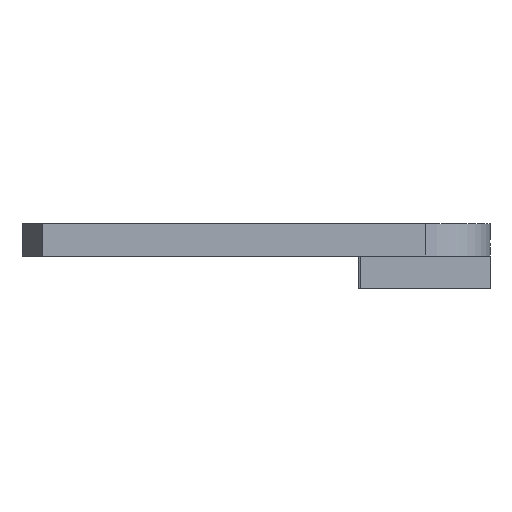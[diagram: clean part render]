
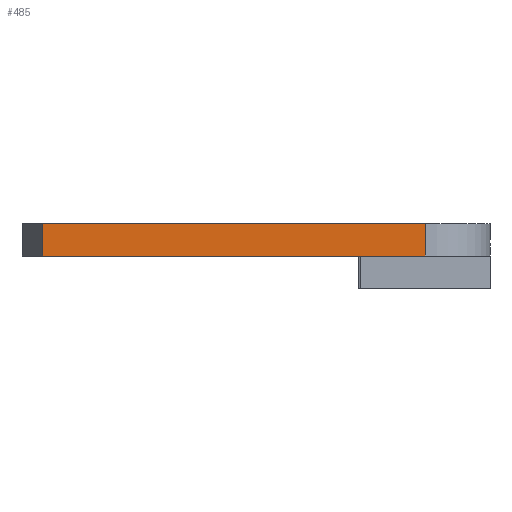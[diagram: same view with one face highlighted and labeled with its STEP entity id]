
A CAD part, front view. The second image highlights one B-rep face of the part: STEP entity #485.
In plain terms, the highlighted planar face has unit normal (0, -1, 0).
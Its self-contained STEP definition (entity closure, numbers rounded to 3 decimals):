
#68 = DIRECTION ( 'NONE',  ( 0., 1., 0. ) ) ;
#69 = EDGE_CURVE ( 'NONE', #443, #119, #869, .T. ) ;
#119 = VERTEX_POINT ( 'NONE', #1068 ) ;
#174 = CARTESIAN_POINT ( 'NONE',  ( -35.457, -14., 4. ) ) ;
#250 = CARTESIAN_POINT ( 'NONE',  ( -35.457, -14., 4. ) ) ;
#295 = VERTEX_POINT ( 'NONE', #560 ) ;
#400 = DIRECTION ( 'NONE',  ( 1., 0., 0. ) ) ;
#443 = VERTEX_POINT ( 'NONE', #484 ) ;
#468 = DIRECTION ( 'NONE',  ( 1., 0., 0. ) ) ;
#480 = ORIENTED_EDGE ( 'NONE', *, *, #69, .T. ) ;
#484 = CARTESIAN_POINT ( 'NONE',  ( -35.457, -14., 0. ) ) ;
#485 = ADVANCED_FACE ( 'NONE', ( #1518 ), #1669, .F. ) ;
#516 = CARTESIAN_POINT ( 'NONE',  ( 12., -14., 4. ) ) ;
#548 = EDGE_CURVE ( 'NONE', #886, #119, #1185, .T. ) ;
#560 = CARTESIAN_POINT ( 'NONE',  ( -35.457, -14., 4. ) ) ;
#590 = EDGE_CURVE ( 'NONE', #295, #443, #917, .T. ) ;
#702 = CARTESIAN_POINT ( 'NONE',  ( 12., -14., 4. ) ) ;
#739 = DIRECTION ( 'NONE',  ( -1., 0., 0. ) ) ;
#760 = VECTOR ( 'NONE', #1568, 1000. ) ;
#823 = ORIENTED_EDGE ( 'NONE', *, *, #548, .F. ) ;
#869 = LINE ( 'NONE', #901, #1274 ) ;
#886 = VERTEX_POINT ( 'NONE', #702 ) ;
#895 = VECTOR ( 'NONE', #923, 1000. ) ;
#901 = CARTESIAN_POINT ( 'NONE',  ( 12., -14., 0. ) ) ;
#917 = LINE ( 'NONE', #250, #895 ) ;
#923 = DIRECTION ( 'NONE',  ( 0., 0., -1. ) ) ;
#1068 = CARTESIAN_POINT ( 'NONE',  ( 12., -14., 0. ) ) ;
#1099 = VECTOR ( 'NONE', #400, 1000. ) ;
#1185 = LINE ( 'NONE', #516, #760 ) ;
#1274 = VECTOR ( 'NONE', #468, 1000. ) ;
#1360 = ORIENTED_EDGE ( 'NONE', *, *, #1404, .F. ) ;
#1392 = CARTESIAN_POINT ( 'NONE',  ( 12., -14., 4. ) ) ;
#1404 = EDGE_CURVE ( 'NONE', #295, #886, #1586, .T. ) ;
#1497 = ORIENTED_EDGE ( 'NONE', *, *, #590, .T. ) ;
#1518 = FACE_OUTER_BOUND ( 'NONE', #1635, .T. ) ;
#1568 = DIRECTION ( 'NONE',  ( 0., 0., -1. ) ) ;
#1586 = LINE ( 'NONE', #174, #1099 ) ;
#1618 = AXIS2_PLACEMENT_3D ( 'NONE', #1392, #68, #739 ) ;
#1635 = EDGE_LOOP ( 'NONE', ( #480, #823, #1360, #1497 ) ) ;
#1669 = PLANE ( 'NONE',  #1618 ) ;
